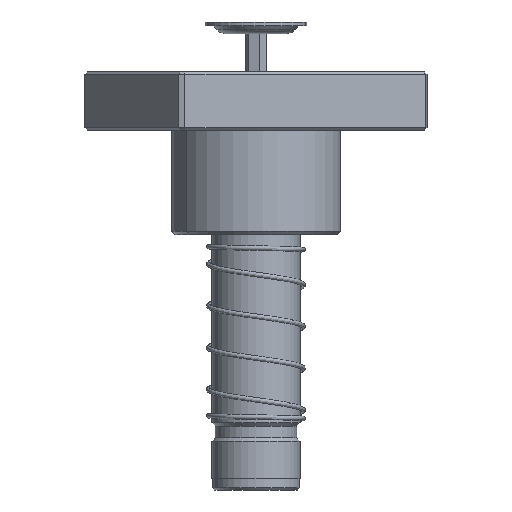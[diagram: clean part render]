
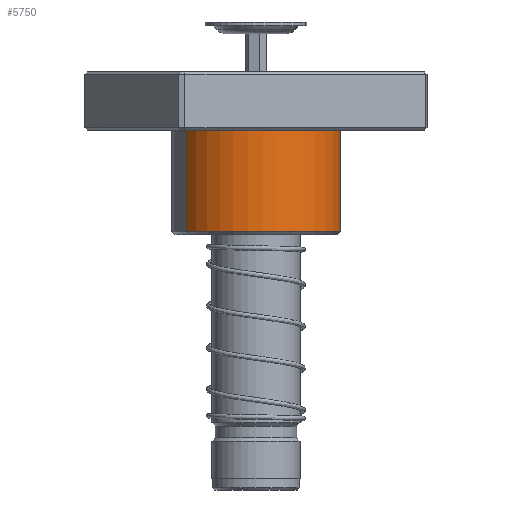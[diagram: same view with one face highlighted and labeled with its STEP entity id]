
A CAD part, front view. The second image highlights one B-rep face of the part: STEP entity #5750.
In plain terms, the highlighted cylindrical face has radius 36.5 mm (diameter 73 mm), a partial arc.
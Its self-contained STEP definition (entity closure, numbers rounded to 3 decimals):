
#547 = VECTOR ( 'NONE', #5460, 1000. ) ;
#641 = EDGE_CURVE ( 'NONE', #18650, #15547, #33573, .T. ) ;
#1854 = DIRECTION ( 'NONE',  ( 0., 0., -1. ) ) ;
#2474 = FACE_OUTER_BOUND ( 'NONE', #21985, .T. ) ;
#2779 = LINE ( 'NONE', #28678, #547 ) ;
#2814 = CARTESIAN_POINT ( 'NONE',  ( 36.5, 0., 68.5 ) ) ;
#3757 = VERTEX_POINT ( 'NONE', #6750 ) ;
#4342 = CARTESIAN_POINT ( 'NONE',  ( 0., -36.5, 25. ) ) ;
#4386 = ORIENTED_EDGE ( 'NONE', *, *, #641, .F. ) ;
#4394 = CARTESIAN_POINT ( 'NONE',  ( 0., 0., 68.5 ) ) ;
#4464 = CARTESIAN_POINT ( 'NONE',  ( 0., 0., 25. ) ) ;
#5207 = CIRCLE ( 'NONE', #19722, 36.5 ) ;
#5460 = DIRECTION ( 'NONE',  ( 0., 0., -1. ) ) ;
#5750 = ADVANCED_FACE ( 'NONE', ( #2474 ), #7428, .T. ) ;
#6750 = CARTESIAN_POINT ( 'NONE',  ( -36.5, 0., 68.5 ) ) ;
#7428 = CYLINDRICAL_SURFACE ( 'NONE', #31760, 36.5 ) ;
#7947 = DIRECTION ( 'NONE',  ( 0., 0., -1. ) ) ;
#8962 = ORIENTED_EDGE ( 'NONE', *, *, #32078, .T. ) ;
#10277 = DIRECTION ( 'NONE',  ( 1., 0., 0. ) ) ;
#10962 = CIRCLE ( 'NONE', #34552, 36.5 ) ;
#11108 = EDGE_CURVE ( 'NONE', #3757, #30883, #2779, .T. ) ;
#11247 = VERTEX_POINT ( 'NONE', #4342 ) ;
#13943 = DIRECTION ( 'NONE',  ( -1., 0., 0. ) ) ;
#14609 = ORIENTED_EDGE ( 'NONE', *, *, #34390, .T. ) ;
#15547 = VERTEX_POINT ( 'NONE', #21511 ) ;
#16778 = DIRECTION ( 'NONE',  ( 0., 0., -1. ) ) ;
#18330 = VECTOR ( 'NONE', #16778, 1000. ) ;
#18650 = VERTEX_POINT ( 'NONE', #2814 ) ;
#19631 = CARTESIAN_POINT ( 'NONE',  ( 0., 0., 70. ) ) ;
#19722 = AXIS2_PLACEMENT_3D ( 'NONE', #4464, #27262, #35814 ) ;
#21511 = CARTESIAN_POINT ( 'NONE',  ( 36.5, 0., 25. ) ) ;
#21985 = EDGE_LOOP ( 'NONE', ( #4386, #8962, #28190, #14609, #31086 ) ) ;
#22661 = AXIS2_PLACEMENT_3D ( 'NONE', #36061, #32914, #35808 ) ;
#24858 = CARTESIAN_POINT ( 'NONE',  ( 36.5, 0., 70. ) ) ;
#27262 = DIRECTION ( 'NONE',  ( 0., 0., 1. ) ) ;
#27614 = EDGE_CURVE ( 'NONE', #11247, #15547, #32650, .T. ) ;
#28190 = ORIENTED_EDGE ( 'NONE', *, *, #11108, .T. ) ;
#28678 = CARTESIAN_POINT ( 'NONE',  ( -36.5, 0., 70. ) ) ;
#30386 = CARTESIAN_POINT ( 'NONE',  ( -36.5, 0., 25. ) ) ;
#30883 = VERTEX_POINT ( 'NONE', #30386 ) ;
#31086 = ORIENTED_EDGE ( 'NONE', *, *, #27614, .T. ) ;
#31760 = AXIS2_PLACEMENT_3D ( 'NONE', #19631, #7947, #13943 ) ;
#32078 = EDGE_CURVE ( 'NONE', #18650, #3757, #10962, .T. ) ;
#32650 = CIRCLE ( 'NONE', #22661, 36.5 ) ;
#32914 = DIRECTION ( 'NONE',  ( 0., 0., 1. ) ) ;
#33573 = LINE ( 'NONE', #24858, #18330 ) ;
#34390 = EDGE_CURVE ( 'NONE', #30883, #11247, #5207, .T. ) ;
#34552 = AXIS2_PLACEMENT_3D ( 'NONE', #4394, #1854, #10277 ) ;
#35808 = DIRECTION ( 'NONE',  ( 1., 0., 0. ) ) ;
#35814 = DIRECTION ( 'NONE',  ( 1., 0., 0. ) ) ;
#36061 = CARTESIAN_POINT ( 'NONE',  ( 0., 0., 25. ) ) ;
